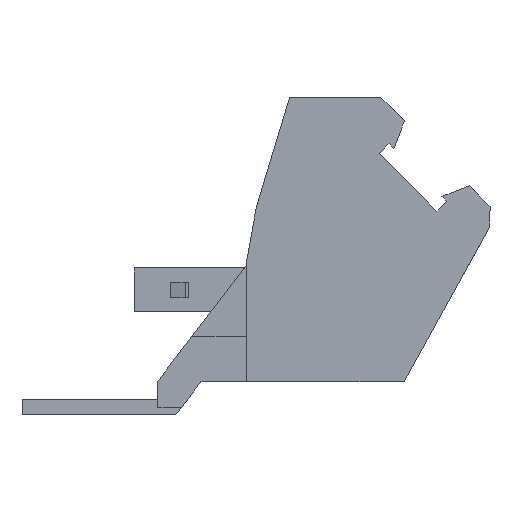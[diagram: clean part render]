
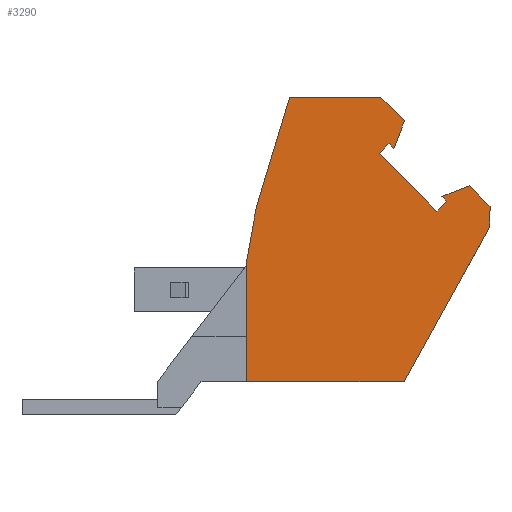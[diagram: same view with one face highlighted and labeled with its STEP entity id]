
A CAD part, left-side view. The second image highlights one B-rep face of the part: STEP entity #3290.
In plain terms, the highlighted face is planar.
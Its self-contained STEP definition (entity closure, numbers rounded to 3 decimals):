
#1940=CARTESIAN_POINT('',(19.633,19.771,
-0.4));
#1950=DIRECTION('',(0.,0.,1.));
#1960=DIRECTION('',(0.966,0.259,
0.));
#1970=AXIS2_PLACEMENT_3D('',#1940,#1950,#1960);
#1980=PLANE('',#1970);
#1990=CARTESIAN_POINT('',(6.625,6.035,
-0.4));
#2000=DIRECTION('',(-0.086,0.996,
0.));
#2010=VECTOR('',#2000,1.);
#2020=LINE('',#1990,#2010);
#2030=CARTESIAN_POINT('',(5.488,19.28,
-0.4));
#2040=VERTEX_POINT('',#2030);
#2050=CARTESIAN_POINT('',(5.118,23.592,
-0.4));
#2060=VERTEX_POINT('',#2050);
#2070=EDGE_CURVE('',#2040,#2060,#2020,.T.);
#2080=ORIENTED_EDGE('',*,*,#2070,.F.);
#2090=CARTESIAN_POINT('',(4.6,7.098,
-0.4));
#2100=DIRECTION('',(-0.031,-1.,
0.));
#2110=VECTOR('',#2100,1.);
#2120=LINE('',#2090,#2110);
#2130=CARTESIAN_POINT('',(5.4,32.559,
-0.4));
#2140=VERTEX_POINT('',#2130);
#2150=EDGE_CURVE('',#2140,#2060,#2120,.T.);
#2160=ORIENTED_EDGE('',*,*,#2150,.T.);
#2170=CARTESIAN_POINT('',(0.,31.112,
-0.4));
#2180=DIRECTION('',(-0.966,-0.259,
0.));
#2190=VECTOR('',#2180,1.);
#2200=LINE('',#2170,#2190);
#2210=CARTESIAN_POINT('',(12.236,34.391,
-0.4));
#2220=VERTEX_POINT('',#2210);
#2230=EDGE_CURVE('',#2220,#2140,#2200,.T.);
#2240=ORIENTED_EDGE('',*,*,#2230,.T.);
#2250=CARTESIAN_POINT('',(0.,41.455,
-0.4));
#2260=DIRECTION('',(-0.866,0.5,
0.));
#2270=VECTOR('',#2260,1.);
#2280=LINE('',#2250,#2270);
#2290=CARTESIAN_POINT('',(14.492,33.088,
-0.4));
#2300=VERTEX_POINT('',#2290);
#2310=EDGE_CURVE('',#2300,#2220,#2280,.T.);
#2320=ORIENTED_EDGE('',*,*,#2310,.T.);
#2330=CARTESIAN_POINT('',(10.852,0.,
-0.4));
#2340=DIRECTION('',(0.109,0.994,
0.));
#2350=VECTOR('',#2340,1.);
#2360=LINE('',#2330,#2350);
#2370=CARTESIAN_POINT('',(14.24,30.803,
-0.4));
#2380=VERTEX_POINT('',#2370);
#2390=EDGE_CURVE('',#2380,#2300,#2360,.T.);
#2400=ORIENTED_EDGE('',*,*,#2390,.T.);
#2410=CARTESIAN_POINT('',(0.,39.024,
-0.4));
#2420=DIRECTION('',(0.866,-0.5,0.));
#2430=VECTOR('',#2420,1.);
#2440=LINE('',#2410,#2430);
#2450=CARTESIAN_POINT('',(13.783,31.067,
-0.4));
#2460=VERTEX_POINT('',#2450);
#2470=EDGE_CURVE('',#2460,#2380,#2440,.T.);
#2480=ORIENTED_EDGE('',*,*,#2470,.T.);
#2490=CARTESIAN_POINT('',(-4.153,0.,
-0.4));
#2500=DIRECTION('',(-0.5,-0.866,0.));
#2510=VECTOR('',#2500,1.);
#2520=LINE('',#2490,#2510);
#2530=CARTESIAN_POINT('',(13.248,30.14,
-0.4));
#2540=VERTEX_POINT('',#2530);
#2550=EDGE_CURVE('',#2460,#2540,#2520,.T.);
#2560=ORIENTED_EDGE('',*,*,#2550,.F.);
#2570=CARTESIAN_POINT('',(-0.129,37.864,
-0.4));
#2580=DIRECTION('',(0.866,-0.5,
0.));
#2590=VECTOR('',#2580,1.);
#2600=LINE('',#2570,#2590);
#2610=CARTESIAN_POINT('',(18.726,26.978,
-0.4));
#2620=VERTEX_POINT('',#2610);
#2630=EDGE_CURVE('',#2540,#2620,#2600,.T.);
#2640=ORIENTED_EDGE('',*,*,#2630,.F.);
#2650=CARTESIAN_POINT('',(6.633,6.032,
-0.4));
#2660=DIRECTION('',(0.5,0.866,
0.));
#2670=VECTOR('',#2660,1.);
#2680=LINE('',#2650,#2670);
#2690=CARTESIAN_POINT('',(19.261,27.904,
-0.4));
#2700=VERTEX_POINT('',#2690);
#2710=EDGE_CURVE('',#2620,#2700,#2680,.T.);
#2720=ORIENTED_EDGE('',*,*,#2710,.F.);
#2730=CARTESIAN_POINT('',(45.337,12.849,
-0.4));
#2740=DIRECTION('',(-0.866,0.5,
0.));
#2750=VECTOR('',#2740,1.);
#2760=LINE('',#2730,#2750);
#2770=CARTESIAN_POINT('',(18.804,28.168,
-0.4));
#2780=VERTEX_POINT('',#2770);
#2790=EDGE_CURVE('',#2700,#2780,#2760,.T.);
#2800=ORIENTED_EDGE('',*,*,#2790,.F.);
#2810=CARTESIAN_POINT('',(-3.858,11.535,
-0.4));
#2820=DIRECTION('',(0.806,0.592,
0.));
#2830=VECTOR('',#2820,1.);
#2840=LINE('',#2810,#2830);
#2850=CARTESIAN_POINT('',(20.657,29.529,
-0.4));
#2860=VERTEX_POINT('',#2850);
#2870=EDGE_CURVE('',#2780,#2860,#2840,.T.);
#2880=ORIENTED_EDGE('',*,*,#2870,.F.);
#2890=CARTESIAN_POINT('',(46.316,14.715,
-0.4));
#2900=DIRECTION('',(-0.866,0.5,
0.));
#2910=VECTOR('',#2900,1.);
#2920=LINE('',#2890,#2910);
#2930=CARTESIAN_POINT('',(22.607,28.403,
-0.4));
#2940=VERTEX_POINT('',#2930);
#2950=EDGE_CURVE('',#2940,#2860,#2920,.T.);
#2960=ORIENTED_EDGE('',*,*,#2950,.T.);
#2970=CARTESIAN_POINT('',(32.194,-7.378,
-0.4));
#2980=DIRECTION('',(-0.259,0.966,
0.));
#2990=VECTOR('',#2980,1.);
#3000=LINE('',#2970,#2990);
#3010=CARTESIAN_POINT('',(23.007,26.911,
-0.4));
#3020=VERTEX_POINT('',#3010);
#3030=EDGE_CURVE('',#3020,#2940,#3000,.T.);
#3040=ORIENTED_EDGE('',*,*,#3030,.T.);
#3050=CARTESIAN_POINT('',(16.577,0.815,
-0.4));
#3060=DIRECTION('',(0.239,0.971,
0.));
#3070=VECTOR('',#3060,1.);
#3080=LINE('',#3050,#3070);
#3090=CARTESIAN_POINT('',(19.707,13.519,
-0.4));
#3100=VERTEX_POINT('',#3090);
#3110=EDGE_CURVE('',#3100,#3020,#3080,.T.);
#3120=ORIENTED_EDGE('',*,*,#3110,.T.);
#3130=CARTESIAN_POINT('',(49.938,21.619,
-0.4));
#3140=DIRECTION('',(0.966,0.259,
0.));
#3150=VECTOR('',#3140,1.);
#3160=LINE('',#3130,#3150);
#3170=CARTESIAN_POINT('',(7.881,10.35,
-0.4));
#3180=VERTEX_POINT('',#3170);
#3190=EDGE_CURVE('',#3180,#3100,#3160,.T.);
#3200=ORIENTED_EDGE('',*,*,#3190,.T.);
#3210=CARTESIAN_POINT('',(9.432,4.563,
-0.4));
#3220=DIRECTION('',(0.259,-0.966,
0.));
#3230=VECTOR('',#3220,1.);
#3240=LINE('',#3210,#3230);
#3250=EDGE_CURVE('',#2040,#3180,#3240,.T.);
#3260=ORIENTED_EDGE('',*,*,#3250,.T.);
#3270=EDGE_LOOP('',(#3260,#3200,#3120,#3040,#2960,#2880,#2800,#2720,
#2640,#2560,#2480,#2400,#2320,#2240,#2160,#2080));
#3280=FACE_OUTER_BOUND('',#3270,.T.);
#3290=ADVANCED_FACE('',(#3280),#1980,.T.);
